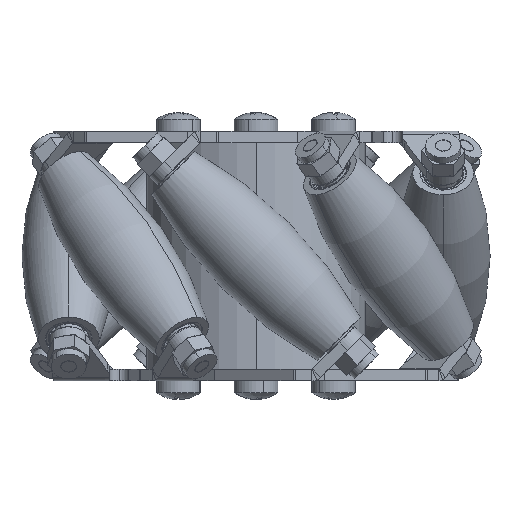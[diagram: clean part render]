
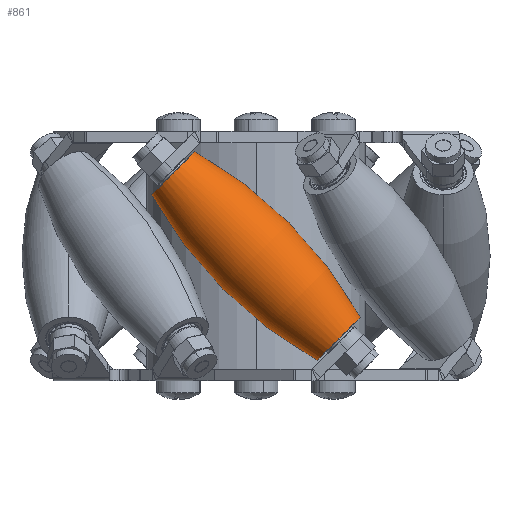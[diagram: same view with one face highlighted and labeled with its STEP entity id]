
A CAD part, front view. The second image highlights one B-rep face of the part: STEP entity #861.
In plain terms, the highlighted toroidal (fillet/blend) face has major radius 49 mm and minor radius 55 mm.
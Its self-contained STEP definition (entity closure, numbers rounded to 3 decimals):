
#798 = ORIENTED_EDGE ( 'NONE', *, *, #826, .F. ) ;
#812 = EDGE_CURVE ( 'NONE', #850, #854, #4652, .T. ) ;
#816 = ORIENTED_EDGE ( 'NONE', *, *, #812, .F. ) ;
#818 = ORIENTED_EDGE ( 'NONE', *, *, #851, .T. ) ;
#819 = EDGE_LOOP ( 'NONE', ( #840, #818, #816, #798 ) ) ;
#826 = EDGE_CURVE ( 'NONE', #864, #850, #4762, .T. ) ;
#831 = VERTEX_POINT ( 'NONE', #4919 ) ;
#840 = ORIENTED_EDGE ( 'NONE', *, *, #852, .T. ) ;
#850 = VERTEX_POINT ( 'NONE', #4715 ) ;
#851 = EDGE_CURVE ( 'NONE', #831, #854, #4706, .T. ) ;
#852 = EDGE_CURVE ( 'NONE', #864, #831, #4709, .T. ) ;
#854 = VERTEX_POINT ( 'NONE', #4875 ) ;
#861 = ADVANCED_FACE ( 'NONE', ( #4775 ), #4785, .T. ) ;
#864 = VERTEX_POINT ( 'NONE', #4774 ) ;
#4471 = DIRECTION ( 'NONE',  ( -0.707, 0., 0.707 ) ) ;
#4473 = DIRECTION ( 'NONE',  ( -0.707, 0., -0.707 ) ) ;
#4474 = CARTESIAN_POINT ( 'NONE',  ( -10.607, 24., -10.607 ) ) ;
#4499 = AXIS2_PLACEMENT_3D ( 'NONE', #4474, #4473, #4471 ) ;
#4652 = CIRCLE ( 'NONE', #4499, 3.915 ) ;
#4706 = CIRCLE ( 'NONE', #4736, 55. ) ;
#4709 = CIRCLE ( 'NONE', #4835, 3.915 ) ;
#4714 = DIRECTION ( 'NONE',  ( -0.707, 0., 0.707 ) ) ;
#4715 = CARTESIAN_POINT ( 'NONE',  ( -13.375, 24., -7.838 ) ) ;
#4716 = CARTESIAN_POINT ( 'NONE',  ( 10.607, 24., 10.607 ) ) ;
#4736 = AXIS2_PLACEMENT_3D ( 'NONE', #4873, #4837, #4836 ) ;
#4761 = CARTESIAN_POINT ( 'NONE',  ( 34.648, 24., -34.648 ) ) ;
#4762 = CIRCLE ( 'NONE', #4821, 55. ) ;
#4774 = CARTESIAN_POINT ( 'NONE',  ( 7.838, 24., 13.375 ) ) ;
#4775 = FACE_OUTER_BOUND ( 'NONE', #819, .T. ) ;
#4781 = DIRECTION ( 'NONE',  ( -0.707, 0., -0.707 ) ) ;
#4782 = AXIS2_PLACEMENT_3D ( 'NONE', #4830, #4781, #4714 ) ;
#4785 = TOROIDAL_SURFACE ( 'NONE', #4782, -49., 55. ) ;
#4819 = DIRECTION ( 'NONE',  ( 0., 0., -1. ) ) ;
#4820 = DIRECTION ( 'NONE',  ( 0., -1., 0. ) ) ;
#4821 = AXIS2_PLACEMENT_3D ( 'NONE', #4761, #4820, #4819 ) ;
#4830 = CARTESIAN_POINT ( 'NONE',  ( 0., 24., 0. ) ) ;
#4831 = DIRECTION ( 'NONE',  ( -0.707, 0., 0.707 ) ) ;
#4832 = DIRECTION ( 'NONE',  ( -0.707, 0., -0.707 ) ) ;
#4835 = AXIS2_PLACEMENT_3D ( 'NONE', #4716, #4832, #4831 ) ;
#4836 = DIRECTION ( 'NONE',  ( 0., 0., 1. ) ) ;
#4837 = DIRECTION ( 'NONE',  ( 0., 1., 0. ) ) ;
#4873 = CARTESIAN_POINT ( 'NONE',  ( -34.648, 24., 34.648 ) ) ;
#4875 = CARTESIAN_POINT ( 'NONE',  ( -7.838, 24., -13.375 ) ) ;
#4919 = CARTESIAN_POINT ( 'NONE',  ( 13.375, 24., 7.838 ) ) ;
